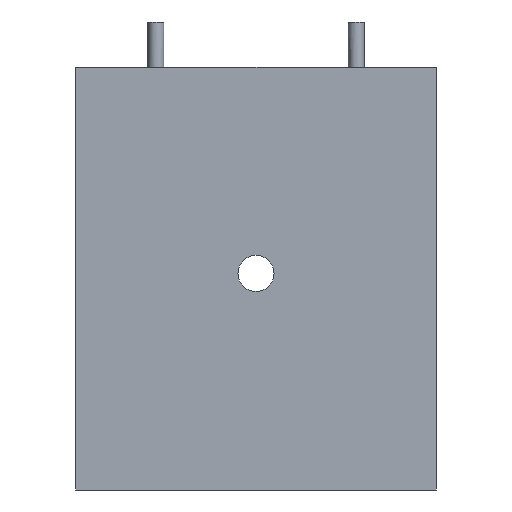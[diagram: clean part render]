
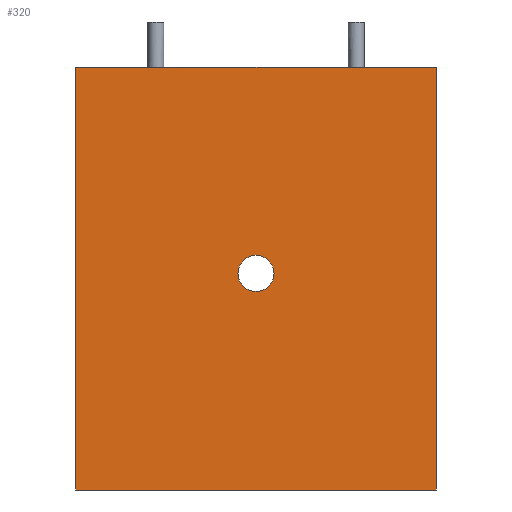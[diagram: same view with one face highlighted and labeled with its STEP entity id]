
A CAD part, front view. The second image highlights one B-rep face of the part: STEP entity #320.
In plain terms, the highlighted planar face has unit normal (0, -1, 0).
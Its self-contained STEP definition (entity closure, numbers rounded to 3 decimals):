
#154 = EDGE_CURVE ( 'NONE', #298, #318, #1059, .T. ) ;
#159 = EDGE_CURVE ( 'NONE', #160, #335, #1042, .T. ) ;
#160 = VERTEX_POINT ( 'NONE', #1015 ) ;
#161 = ORIENTED_EDGE ( 'NONE', *, *, #159, .F. ) ;
#163 = ORIENTED_EDGE ( 'NONE', *, *, #271, .T. ) ;
#271 = EDGE_CURVE ( 'NONE', #160, #357, #1192, .T. ) ;
#298 = VERTEX_POINT ( 'NONE', #1169 ) ;
#318 = VERTEX_POINT ( 'NONE', #1511 ) ;
#320 = ADVANCED_FACE ( 'NONE', ( #1330, #1401 ), #1333, .F. ) ;
#321 = EDGE_CURVE ( 'NONE', #357, #363, #1507, .T. ) ;
#322 = ORIENTED_EDGE ( 'NONE', *, *, #337, .T. ) ;
#323 = ORIENTED_EDGE ( 'NONE', *, *, #321, .T. ) ;
#335 = VERTEX_POINT ( 'NONE', #1444 ) ;
#336 = EDGE_LOOP ( 'NONE', ( #322, #338 ) ) ;
#337 = EDGE_CURVE ( 'NONE', #318, #298, #1496, .T. ) ;
#338 = ORIENTED_EDGE ( 'NONE', *, *, #154, .T. ) ;
#339 = EDGE_LOOP ( 'NONE', ( #323, #352, #161, #163 ) ) ;
#345 = EDGE_CURVE ( 'NONE', #335, #363, #1429, .T. ) ;
#352 = ORIENTED_EDGE ( 'NONE', *, *, #345, .F. ) ;
#357 = VERTEX_POINT ( 'NONE', #1422 ) ;
#363 = VERTEX_POINT ( 'NONE', #1363 ) ;
#1012 = DIRECTION ( 'NONE',  ( 1., 0., 0. ) ) ;
#1013 = VECTOR ( 'NONE', #1012, 1000. ) ;
#1014 = CARTESIAN_POINT ( 'NONE',  ( 0., 0., 37.5 ) ) ;
#1015 = CARTESIAN_POINT ( 'NONE',  ( 0., 0., 37.5 ) ) ;
#1039 = DIRECTION ( 'NONE',  ( -1., 0., 0. ) ) ;
#1040 = DIRECTION ( 'NONE',  ( 0., 1., 0. ) ) ;
#1041 = CARTESIAN_POINT ( 'NONE',  ( 16., 0., 19.2 ) ) ;
#1042 = LINE ( 'NONE', #1014, #1013 ) ;
#1058 = AXIS2_PLACEMENT_3D ( 'NONE', #1041, #1040, #1039 ) ;
#1059 = CIRCLE ( 'NONE', #1058, 1.6 ) ;
#1169 = CARTESIAN_POINT ( 'NONE',  ( 17.6, 0., 19.2 ) ) ;
#1189 = DIRECTION ( 'NONE',  ( 0., 0., -1. ) ) ;
#1190 = VECTOR ( 'NONE', #1189, 1000. ) ;
#1191 = CARTESIAN_POINT ( 'NONE',  ( 0., 0., 37.5 ) ) ;
#1192 = LINE ( 'NONE', #1191, #1190 ) ;
#1330 = FACE_BOUND ( 'NONE', #336, .T. ) ;
#1332 = CARTESIAN_POINT ( 'NONE',  ( 0., 0., 37.5 ) ) ;
#1333 = PLANE ( 'NONE',  #1402 ) ;
#1363 = CARTESIAN_POINT ( 'NONE',  ( 32., 0., 0. ) ) ;
#1400 = DIRECTION ( 'NONE',  ( 0., 1., 0. ) ) ;
#1401 = FACE_OUTER_BOUND ( 'NONE', #339, .T. ) ;
#1402 = AXIS2_PLACEMENT_3D ( 'NONE', #1332, #1400, #1506 ) ;
#1422 = CARTESIAN_POINT ( 'NONE',  ( 0., 0., 0. ) ) ;
#1424 = VECTOR ( 'NONE', #1434, 1000. ) ;
#1429 = LINE ( 'NONE', #1435, #1424 ) ;
#1431 = DIRECTION ( 'NONE',  ( -1., 0., 0. ) ) ;
#1432 = DIRECTION ( 'NONE',  ( 0., 1., 0. ) ) ;
#1433 = CARTESIAN_POINT ( 'NONE',  ( 16., 0., 19.2 ) ) ;
#1434 = DIRECTION ( 'NONE',  ( 0., 0., -1. ) ) ;
#1435 = CARTESIAN_POINT ( 'NONE',  ( 32., 0., 37.5 ) ) ;
#1444 = CARTESIAN_POINT ( 'NONE',  ( 32., 0., 37.5 ) ) ;
#1483 = AXIS2_PLACEMENT_3D ( 'NONE', #1433, #1432, #1431 ) ;
#1496 = CIRCLE ( 'NONE', #1483, 1.6 ) ;
#1502 = DIRECTION ( 'NONE',  ( 1., 0., 0. ) ) ;
#1503 = VECTOR ( 'NONE', #1502, 1000. ) ;
#1504 = CARTESIAN_POINT ( 'NONE',  ( 0., 0., 0. ) ) ;
#1506 = DIRECTION ( 'NONE',  ( 0., 0., 1. ) ) ;
#1507 = LINE ( 'NONE', #1504, #1503 ) ;
#1511 = CARTESIAN_POINT ( 'NONE',  ( 14.4, 0., 19.2 ) ) ;
